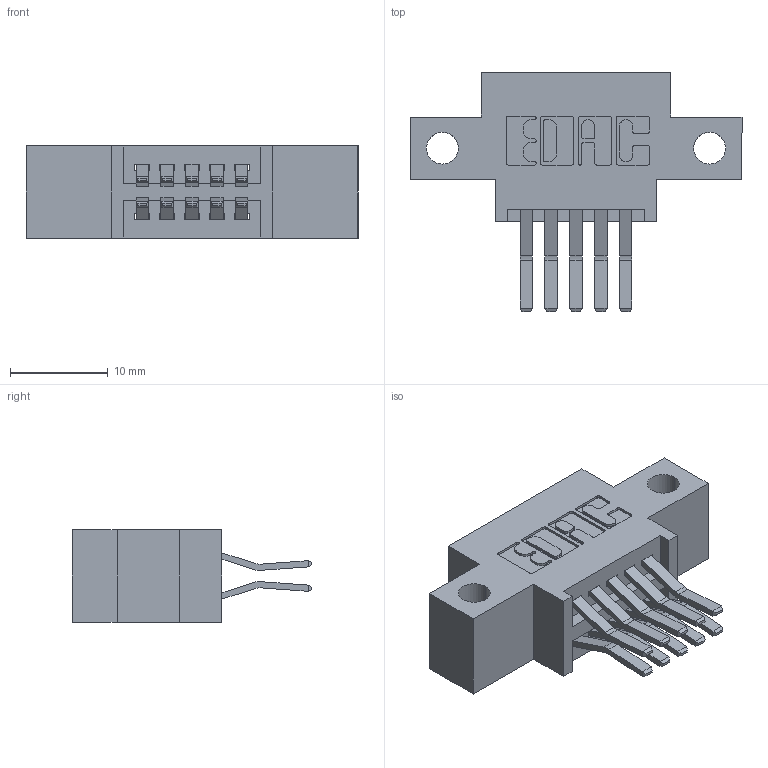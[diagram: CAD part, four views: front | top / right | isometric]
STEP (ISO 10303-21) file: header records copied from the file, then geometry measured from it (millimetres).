
FILE_DESCRIPTION (( 'STEP AP203' ), '1' );
FILE_NAME ('395-010-560-812.STEP', '2019-10-15T12:28:57', ( '' ), ( '' ), 'SwSTEP 2.0', 'SolidWorks 2016', '' );
FILE_SCHEMA (( 'CONFIG_CONTROL_DESIGN' ));
Length unit declared in the file: inch
Products named in the file (3): 345 Part_0.170 Offset - Side Mount; 345-292-001_560 Tail; 395-010-560-812
Assembly tree (11 placements, depth 2):
  395-010-560-812
    345 Part_0.170 Offset - Side Mount
    345-292-001_560 Tail  x10
Bounding box: 33.91 x 24.45 x 9.4 mm (x, y, z)
Volume: 2815.4 mm3; surface area: 3621.4 mm2
Topology: 11 solids, 11 shells, 650 faces, 1903 edges, 1254 vertices
Faces by surface type: plane 414, cylinder 236
Entity records: 9127 total; most frequent: CARTESIAN_POINT 1568, ORIENTED_EDGE 1502, DIRECTION 1431, EDGE_CURVE 751, LINE 595, VECTOR 595, VERTEX_POINT 498, AXIS2_PLACEMENT_3D 418
